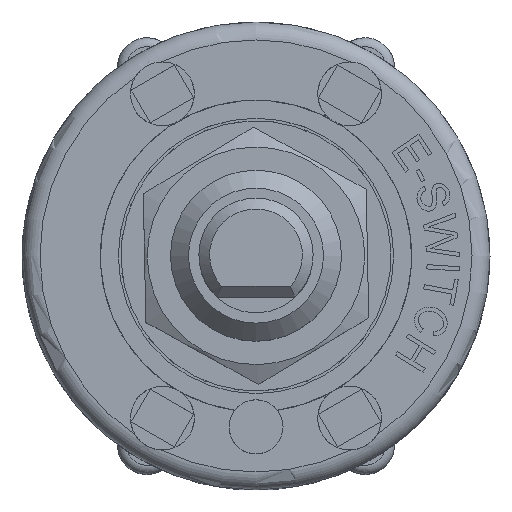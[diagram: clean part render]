
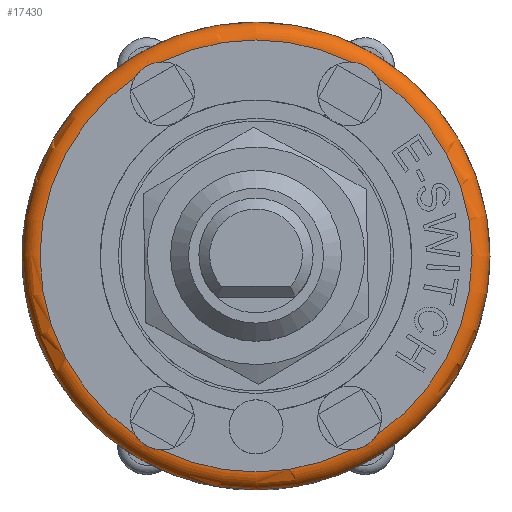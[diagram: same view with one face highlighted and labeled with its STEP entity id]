
A CAD part, top view. The second image highlights one B-rep face of the part: STEP entity #17430.
In plain terms, the highlighted toroidal (fillet/blend) face has major radius 12 mm and minor radius 1 mm.
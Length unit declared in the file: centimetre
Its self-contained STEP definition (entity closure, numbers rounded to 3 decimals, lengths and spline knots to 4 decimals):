
#26=TOROIDAL_SURFACE('',#18492,1.2,0.1);
#544=B_SPLINE_CURVE_WITH_KNOTS('',3,(#29888,#29889,#29890,#29891,#29892,
#29893,#29894,#29895,#29896,#29897,#29898,#29899),.UNSPECIFIED.,.F.,.F.,
(4,2,2,2,2,4),(-0.2692,-0.2446,-0.216,
-0.1921,-0.1645,-0.1357),.UNSPECIFIED.);
#545=B_SPLINE_CURVE_WITH_KNOTS('',3,(#29911,#29912,#29913,#29914,#29915,
#29916,#29917,#29918,#29919,#29920,#29921,#29922),.UNSPECIFIED.,.F.,.F.,
(4,2,2,2,2,4),(-0.2692,-0.2446,-0.216,
-0.1921,-0.1645,-0.1357),.UNSPECIFIED.);
#546=B_SPLINE_CURVE_WITH_KNOTS('',3,(#29939,#29940,#29941,#29942,#29943,
#29944,#29945,#29946,#29947,#29948,#29949,#29950),.UNSPECIFIED.,.F.,.F.,
(4,2,2,2,2,4),(-0.2692,-0.2446,-0.216,
-0.1921,-0.1645,-0.1357),.UNSPECIFIED.);
#547=B_SPLINE_CURVE_WITH_KNOTS('',3,(#29972,#29973,#29974,#29975,#29976,
#29977,#29978,#29979,#29980,#29981,#29982,#29983),.UNSPECIFIED.,.F.,.F.,
(4,2,2,2,2,4),(-0.2692,-0.2446,-0.216,
-0.1921,-0.1645,-0.1357),.UNSPECIFIED.);
#5348=FACE_OUTER_BOUND('',#6367,.T.);
#6367=EDGE_LOOP('',(#15639,#15640,#15641,#15642,#15643,#15644,#15645,#15646,
#15647,#15648,#15649,#15650));
#6694=CIRCLE('',#18445,1.3);
#6721=CIRCLE('',#18493,0.1);
#6722=CIRCLE('',#18494,1.2);
#6723=CIRCLE('',#18495,1.2);
#6724=CIRCLE('',#18496,1.2);
#6725=CIRCLE('',#18497,1.2);
#6726=CIRCLE('',#18498,1.2);
#8345=VERTEX_POINT('',#29850);
#8353=VERTEX_POINT('',#29886);
#8354=VERTEX_POINT('',#29887);
#8357=VERTEX_POINT('',#29909);
#8358=VERTEX_POINT('',#29910);
#8363=VERTEX_POINT('',#29937);
#8364=VERTEX_POINT('',#29938);
#8371=VERTEX_POINT('',#29970);
#8372=VERTEX_POINT('',#29971);
#8375=VERTEX_POINT('',#29993);
#10811=EDGE_CURVE('',#8345,#8345,#6694,.T.);
#10829=EDGE_CURVE('',#8353,#8354,#544,.T.);
#10835=EDGE_CURVE('',#8357,#8358,#545,.T.);
#10843=EDGE_CURVE('',#8363,#8364,#546,.T.);
#10853=EDGE_CURVE('',#8371,#8372,#547,.T.);
#10859=EDGE_CURVE('',#8345,#8375,#6721,.T.);
#10860=EDGE_CURVE('',#8375,#8363,#6722,.T.);
#10861=EDGE_CURVE('',#8364,#8357,#6723,.T.);
#10862=EDGE_CURVE('',#8358,#8353,#6724,.T.);
#10863=EDGE_CURVE('',#8354,#8371,#6725,.T.);
#10864=EDGE_CURVE('',#8372,#8375,#6726,.T.);
#15639=ORIENTED_EDGE('',*,*,#10811,.T.);
#15640=ORIENTED_EDGE('',*,*,#10859,.T.);
#15641=ORIENTED_EDGE('',*,*,#10860,.T.);
#15642=ORIENTED_EDGE('',*,*,#10843,.T.);
#15643=ORIENTED_EDGE('',*,*,#10861,.T.);
#15644=ORIENTED_EDGE('',*,*,#10835,.T.);
#15645=ORIENTED_EDGE('',*,*,#10862,.T.);
#15646=ORIENTED_EDGE('',*,*,#10829,.T.);
#15647=ORIENTED_EDGE('',*,*,#10863,.T.);
#15648=ORIENTED_EDGE('',*,*,#10853,.T.);
#15649=ORIENTED_EDGE('',*,*,#10864,.T.);
#15650=ORIENTED_EDGE('',*,*,#10859,.F.);
#17430=ADVANCED_FACE('',(#5348),#26,.T.);
#18445=AXIS2_PLACEMENT_3D('',#29851,#22259,#22260);
#18492=AXIS2_PLACEMENT_3D('',#29992,#22370,#22371);
#18493=AXIS2_PLACEMENT_3D('',#29994,#22372,#22373);
#18494=AXIS2_PLACEMENT_3D('',#29995,#22374,#22375);
#18495=AXIS2_PLACEMENT_3D('',#29996,#22376,#22377);
#18496=AXIS2_PLACEMENT_3D('',#29997,#22378,#22379);
#18497=AXIS2_PLACEMENT_3D('',#29998,#22380,#22381);
#18498=AXIS2_PLACEMENT_3D('',#29999,#22382,#22383);
#22259=DIRECTION('center_axis',(0.,0.,
1.));
#22260=DIRECTION('ref_axis',(-1.,0.,0.));
#22370=DIRECTION('center_axis',(0.,0.,
-1.));
#22371=DIRECTION('ref_axis',(-1.,0.,0.));
#22372=DIRECTION('center_axis',(0.,-1.,0.));
#22373=DIRECTION('ref_axis',(1.,0.,0.));
#22374=DIRECTION('center_axis',(0.,0.,
-1.));
#22375=DIRECTION('ref_axis',(-1.,0.,0.));
#22376=DIRECTION('center_axis',(0.,0.,
-1.));
#22377=DIRECTION('ref_axis',(-1.,0.,0.));
#22378=DIRECTION('center_axis',(0.,0.,
-1.));
#22379=DIRECTION('ref_axis',(-1.,0.,0.));
#22380=DIRECTION('center_axis',(0.,0.,
-1.));
#22381=DIRECTION('ref_axis',(-1.,0.,0.));
#22382=DIRECTION('center_axis',(0.,0.,
-1.));
#22383=DIRECTION('ref_axis',(-1.,0.,0.));
#29850=CARTESIAN_POINT('',(1.0912,-0.2873,0.7549));
#29851=CARTESIAN_POINT('Origin',(-0.2088,-0.2873,
0.7549));
#29886=CARTESIAN_POINT('',(-0.8788,0.7082,0.8549));
#29887=CARTESIAN_POINT('',(-0.7359,0.7907,0.8549));
#29888=CARTESIAN_POINT('Ctrl Pts',(-0.8788,0.7082,
0.8549));
#29889=CARTESIAN_POINT('Ctrl Pts',(-0.8734,0.7168,
0.8549));
#29890=CARTESIAN_POINT('Ctrl Pts',(-0.8671,0.7251,
0.8547));
#29891=CARTESIAN_POINT('Ctrl Pts',(-0.8516,0.7421,
0.854));
#29892=CARTESIAN_POINT('Ctrl Pts',(-0.8423,0.7504,
0.8537));
#29893=CARTESIAN_POINT('Ctrl Pts',(-0.8238,0.7637,
0.8533));
#29894=CARTESIAN_POINT('Ctrl Pts',(-0.8148,0.7689,
0.8533));
#29895=CARTESIAN_POINT('Ctrl Pts',(-0.7947,0.7786,
0.8536));
#29896=CARTESIAN_POINT('Ctrl Pts',(-0.7835,0.7826,
0.8539));
#29897=CARTESIAN_POINT('Ctrl Pts',(-0.7598,0.7886,
0.8546));
#29898=CARTESIAN_POINT('Ctrl Pts',(-0.7478,0.7902,
0.8549));
#29899=CARTESIAN_POINT('Ctrl Pts',(-0.7359,0.7907,
0.8549));
#29909=CARTESIAN_POINT('',(-0.7359,-1.3653,0.8549));
#29910=CARTESIAN_POINT('',(-0.8788,-1.2828,0.8549));
#29911=CARTESIAN_POINT('Ctrl Pts',(-0.7359,-1.3653,
0.8549));
#29912=CARTESIAN_POINT('Ctrl Pts',(-0.7461,-1.3649,
0.8549));
#29913=CARTESIAN_POINT('Ctrl Pts',(-0.7564,-1.3636,
0.8547));
#29914=CARTESIAN_POINT('Ctrl Pts',(-0.7789,-1.3587,
0.854));
#29915=CARTESIAN_POINT('Ctrl Pts',(-0.7907,-1.3548,
0.8537));
#29916=CARTESIAN_POINT('Ctrl Pts',(-0.8115,-1.3454,0.8533));
#29917=CARTESIAN_POINT('Ctrl Pts',(-0.8205,-1.3403,
0.8533));
#29918=CARTESIAN_POINT('Ctrl Pts',(-0.8389,-1.3277,
0.8536));
#29919=CARTESIAN_POINT('Ctrl Pts',(-0.8481,-1.32,
0.8539));
#29920=CARTESIAN_POINT('Ctrl Pts',(-0.865,-1.3025,
0.8546));
#29921=CARTESIAN_POINT('Ctrl Pts',(-0.8725,-1.2928,
0.8549));
#29922=CARTESIAN_POINT('Ctrl Pts',(-0.8788,-1.2828,
0.8549));
#29937=CARTESIAN_POINT('',(0.4612,-1.2828,0.8549));
#29938=CARTESIAN_POINT('',(0.3183,-1.3653,0.8549));
#29939=CARTESIAN_POINT('Ctrl Pts',(0.4612,-1.2828,
0.8549));
#29940=CARTESIAN_POINT('Ctrl Pts',(0.4558,-1.2914,
0.8549));
#29941=CARTESIAN_POINT('Ctrl Pts',(0.4495,-1.2997,0.8547));
#29942=CARTESIAN_POINT('Ctrl Pts',(0.434,-1.3168,
0.854));
#29943=CARTESIAN_POINT('Ctrl Pts',(0.4247,-1.325,
0.8537));
#29944=CARTESIAN_POINT('Ctrl Pts',(0.4062,-1.3383,
0.8533));
#29945=CARTESIAN_POINT('Ctrl Pts',(0.3973,-1.3436,
0.8533));
#29946=CARTESIAN_POINT('Ctrl Pts',(0.3771,-1.3532,
0.8536));
#29947=CARTESIAN_POINT('Ctrl Pts',(0.3659,-1.3573,
0.8539));
#29948=CARTESIAN_POINT('Ctrl Pts',(0.3422,-1.3632,
0.8546));
#29949=CARTESIAN_POINT('Ctrl Pts',(0.3302,-1.3649,
0.8549));
#29950=CARTESIAN_POINT('Ctrl Pts',(0.3183,-1.3653,
0.8549));
#29970=CARTESIAN_POINT('',(0.3183,0.7907,0.8549));
#29971=CARTESIAN_POINT('',(0.4612,0.7082,0.8549));
#29972=CARTESIAN_POINT('Ctrl Pts',(0.3183,0.7907,
0.8549));
#29973=CARTESIAN_POINT('Ctrl Pts',(0.3285,0.7903,0.8549));
#29974=CARTESIAN_POINT('Ctrl Pts',(0.3388,0.789,
0.8547));
#29975=CARTESIAN_POINT('Ctrl Pts',(0.3613,0.7841,
0.854));
#29976=CARTESIAN_POINT('Ctrl Pts',(0.3732,0.7802,0.8537));
#29977=CARTESIAN_POINT('Ctrl Pts',(0.3939,0.7708,
0.8533));
#29978=CARTESIAN_POINT('Ctrl Pts',(0.4029,0.7657,
0.8533));
#29979=CARTESIAN_POINT('Ctrl Pts',(0.4213,0.7531,0.8536));
#29980=CARTESIAN_POINT('Ctrl Pts',(0.4305,0.7454,0.8539));
#29981=CARTESIAN_POINT('Ctrl Pts',(0.4474,0.7278,
0.8546));
#29982=CARTESIAN_POINT('Ctrl Pts',(0.4549,0.7182,
0.8549));
#29983=CARTESIAN_POINT('Ctrl Pts',(0.4612,0.7082,
0.8549));
#29992=CARTESIAN_POINT('Origin',(-0.2088,-0.2873,
0.7549));
#29993=CARTESIAN_POINT('',(0.9912,-0.2873,0.8549));
#29994=CARTESIAN_POINT('Origin',(0.9912,-0.2873,0.7549));
#29995=CARTESIAN_POINT('Origin',(-0.2088,-0.2873,
0.8549));
#29996=CARTESIAN_POINT('Origin',(-0.2088,-0.2873,
0.8549));
#29997=CARTESIAN_POINT('Origin',(-0.2088,-0.2873,
0.8549));
#29998=CARTESIAN_POINT('Origin',(-0.2088,-0.2873,
0.8549));
#29999=CARTESIAN_POINT('Origin',(-0.2088,-0.2873,
0.8549));
